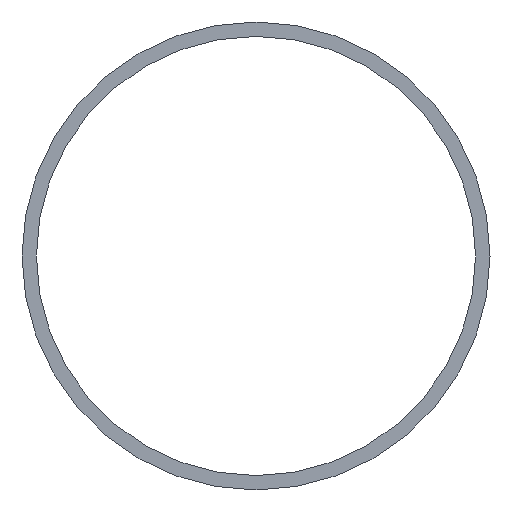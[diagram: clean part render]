
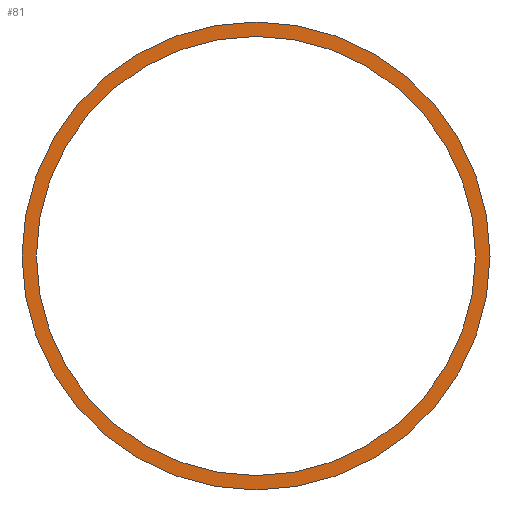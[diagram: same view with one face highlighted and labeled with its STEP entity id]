
A CAD part, left-side view. The second image highlights one B-rep face of the part: STEP entity #81.
In plain terms, the highlighted planar face has unit normal (-1, 0, 0).
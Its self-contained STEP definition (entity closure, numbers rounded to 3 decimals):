
#51 = VERTEX_POINT( '', #121 );
#65 = VERTEX_POINT( '', #137 );
#71 = EDGE_CURVE( '', #89, #51, #143, .T. );
#75 = EDGE_CURVE( '', #51, #89, #147, .T. );
#77 = VERTEX_POINT( '', #149 );
#81 = ADVANCED_FACE( '', ( #154, #155 ), #156, .F. );
#89 = VERTEX_POINT( '', #166 );
#95 = EDGE_CURVE( '', #77, #65, #172, .T. );
#97 = EDGE_CURVE( '', #65, #77, #174, .T. );
#121 = CARTESIAN_POINT( '', ( 0., 0., 125. ) );
#137 = CARTESIAN_POINT( '', ( 0., 0., -117.3 ) );
#143 = CIRCLE( '', #217, 125. );
#147 = CIRCLE( '', #224, 125. );
#149 = CARTESIAN_POINT( '', ( 0., 0., 117.3 ) );
#154 = FACE_OUTER_BOUND( '', #231, .T. );
#155 = FACE_BOUND( '', #232, .T. );
#156 = PLANE( '', #233 );
#166 = CARTESIAN_POINT( '', ( 0., 0., -125. ) );
#172 = CIRCLE( '', #255, 117.3 );
#174 = CIRCLE( '', #258, 117.3 );
#217 = AXIS2_PLACEMENT_3D( '', #292, #293, #294 );
#224 = AXIS2_PLACEMENT_3D( '', #296, #297, #298 );
#231 = EDGE_LOOP( '', ( #308, #309 ) );
#232 = EDGE_LOOP( '', ( #310, #311 ) );
#233 = AXIS2_PLACEMENT_3D( '', #312, #313, #314 );
#255 = AXIS2_PLACEMENT_3D( '', #328, #329, #330 );
#258 = AXIS2_PLACEMENT_3D( '', #331, #332, #333 );
#292 = CARTESIAN_POINT( '', ( 0., 0., 0. ) );
#293 = DIRECTION( '', ( 1., 0., 0. ) );
#294 = DIRECTION( '', ( 0., 0., -1. ) );
#296 = CARTESIAN_POINT( '', ( 0., 0., 0. ) );
#297 = DIRECTION( '', ( 1., 0., 0. ) );
#298 = DIRECTION( '', ( 0., 0., -1. ) );
#308 = ORIENTED_EDGE( '', *, *, #71, .F. );
#309 = ORIENTED_EDGE( '', *, *, #75, .F. );
#310 = ORIENTED_EDGE( '', *, *, #97, .T. );
#311 = ORIENTED_EDGE( '', *, *, #95, .T. );
#312 = CARTESIAN_POINT( '', ( 0., 0., 0. ) );
#313 = DIRECTION( '', ( 1., 0., 0. ) );
#314 = DIRECTION( '', ( 0., 0., -1. ) );
#328 = CARTESIAN_POINT( '', ( 0., 0., 0. ) );
#329 = DIRECTION( '', ( 1., 0., 0. ) );
#330 = DIRECTION( '', ( 0., 0., -1. ) );
#331 = CARTESIAN_POINT( '', ( 0., 0., 0. ) );
#332 = DIRECTION( '', ( 1., 0., 0. ) );
#333 = DIRECTION( '', ( 0., 0., -1. ) );
